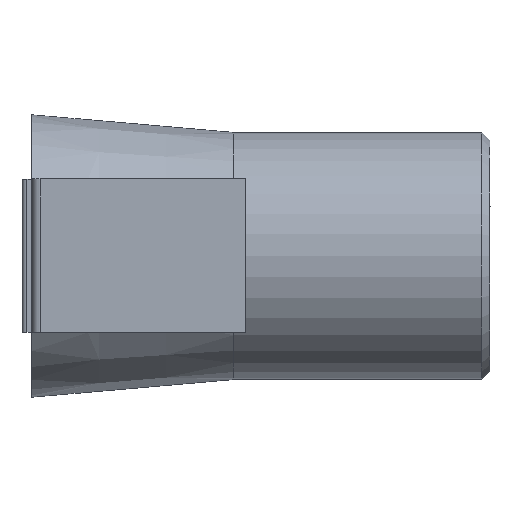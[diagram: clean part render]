
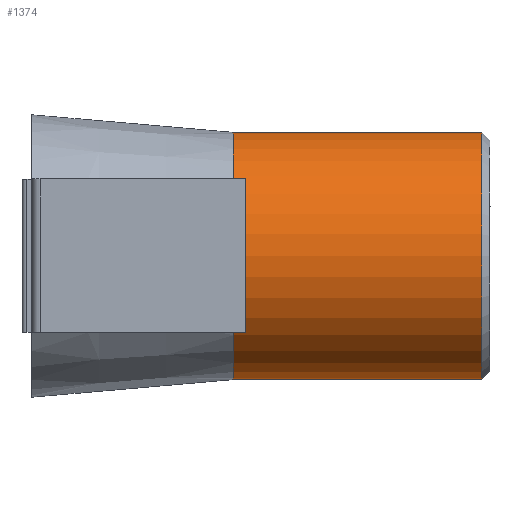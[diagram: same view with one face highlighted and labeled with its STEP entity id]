
A CAD part, top view. The second image highlights one B-rep face of the part: STEP entity #1374.
In plain terms, the highlighted cylindrical face has radius 7.5 mm (diameter 15 mm), a partial arc.
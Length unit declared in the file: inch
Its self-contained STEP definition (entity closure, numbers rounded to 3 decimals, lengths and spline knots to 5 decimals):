
#51 = FACE_OUTER_BOUND ( 'NONE', #608, .T. ) ;
#292 = VECTOR ( 'NONE', #655, 39.37008 ) ;
#406 = EDGE_CURVE ( 'NONE', #2083, #2448, #1249, .T. ) ;
#608 = EDGE_LOOP ( 'NONE', ( #2309, #3191, #1321, #2712 ) ) ;
#655 = DIRECTION ( 'NONE',  ( -1., 0., 0. ) ) ;
#665 = CARTESIAN_POINT ( 'NONE',  ( 1.04331, 0., 0. ) ) ;
#672 = DIRECTION ( 'NONE',  ( 0., -1., 0. ) ) ;
#893 = EDGE_CURVE ( 'NONE', #2448, #1402, #3050, .T. ) ;
#903 = DIRECTION ( 'NONE',  ( 0., -1., 0. ) ) ;
#923 = CIRCLE ( 'NONE', #2802, 0.29528 ) ;
#973 = CARTESIAN_POINT ( 'NONE',  ( 0.7565, 0., 0. ) ) ;
#1249 = LINE ( 'NONE', #2151, #1385 ) ;
#1254 = LINE ( 'NONE', #2440, #292 ) ;
#1321 = ORIENTED_EDGE ( 'NONE', *, *, #893, .T. ) ;
#1359 = AXIS2_PLACEMENT_3D ( 'NONE', #1496, #3323, #903 ) ;
#1374 = ADVANCED_FACE ( 'NONE', ( #51 ), #2471, .T. ) ;
#1385 = VECTOR ( 'NONE', #2798, 39.37008 ) ;
#1402 = VERTEX_POINT ( 'NONE', #1944 ) ;
#1496 = CARTESIAN_POINT ( 'NONE',  ( 0.45, 0., 0. ) ) ;
#1531 = CARTESIAN_POINT ( 'NONE',  ( 1.04331, 0.29528, 0. ) ) ;
#1705 = CARTESIAN_POINT ( 'NONE',  ( 0.45, 0.29528, 0. ) ) ;
#1754 = CARTESIAN_POINT ( 'NONE',  ( 1.04331, -0.29528, 0. ) ) ;
#1944 = CARTESIAN_POINT ( 'NONE',  ( 0.45, -0.29528, 0. ) ) ;
#2035 = VERTEX_POINT ( 'NONE', #1754 ) ;
#2076 = EDGE_CURVE ( 'NONE', #2035, #1402, #1254, .T. ) ;
#2083 = VERTEX_POINT ( 'NONE', #1531 ) ;
#2151 = CARTESIAN_POINT ( 'NONE',  ( 0.7565, 0.29528, 0. ) ) ;
#2309 = ORIENTED_EDGE ( 'NONE', *, *, #3513, .T. ) ;
#2440 = CARTESIAN_POINT ( 'NONE',  ( 0.7565, -0.29528, 0. ) ) ;
#2448 = VERTEX_POINT ( 'NONE', #1705 ) ;
#2471 = CYLINDRICAL_SURFACE ( 'NONE', #2657, 0.29528 ) ;
#2484 = DIRECTION ( 'NONE',  ( -1., 0., 0. ) ) ;
#2501 = DIRECTION ( 'NONE',  ( 0., -1., 0. ) ) ;
#2657 = AXIS2_PLACEMENT_3D ( 'NONE', #973, #3373, #672 ) ;
#2712 = ORIENTED_EDGE ( 'NONE', *, *, #2076, .F. ) ;
#2798 = DIRECTION ( 'NONE',  ( -1., 0., 0. ) ) ;
#2802 = AXIS2_PLACEMENT_3D ( 'NONE', #665, #2484, #2501 ) ;
#3050 = CIRCLE ( 'NONE', #1359, 0.29528 ) ;
#3191 = ORIENTED_EDGE ( 'NONE', *, *, #406, .T. ) ;
#3323 = DIRECTION ( 'NONE',  ( 1., 0., 0. ) ) ;
#3373 = DIRECTION ( 'NONE',  ( -1., 0., 0. ) ) ;
#3513 = EDGE_CURVE ( 'NONE', #2035, #2083, #923, .T. ) ;
